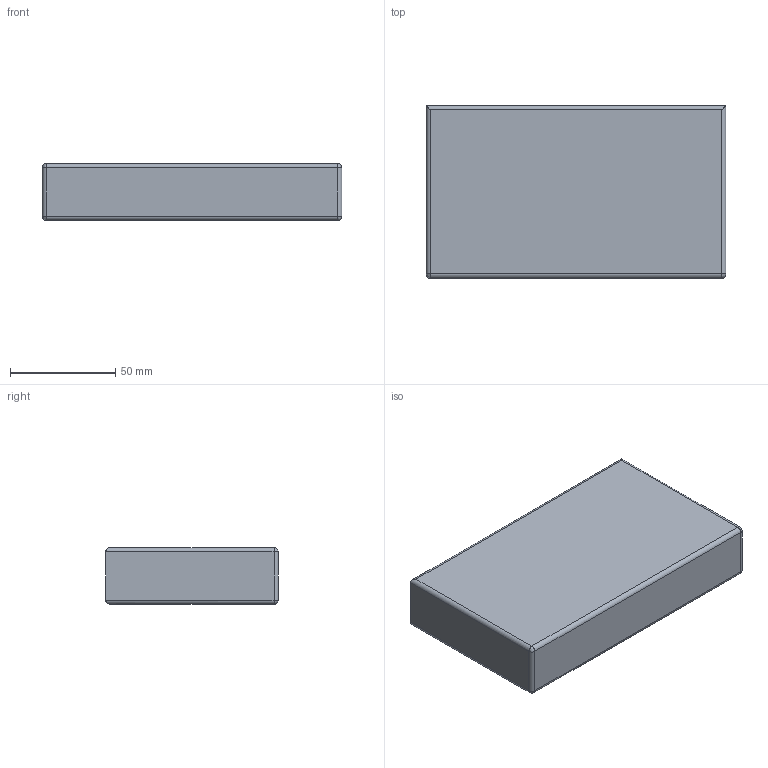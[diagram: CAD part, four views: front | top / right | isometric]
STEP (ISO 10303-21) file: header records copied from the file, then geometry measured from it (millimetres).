
FILE_DESCRIPTION(/* description */ (''),/* implementation_level */ '2;1');
FILE_NAME(/* name */ 'Power Bank',/* time_stamp */ '2024-03-10T18:47:07+08:00',/* author */ (''),/* organization */ (''),/* preprocessor_version */ 'ST-DEVELOPER v19.2',/* originating_system */ 'Rhino 8.2',/* authorisation */ '');
FILE_SCHEMA (('CONFIG_CONTROL_DESIGN'));
Length unit declared in the file: millimetre
Products named in the file (1): Document
Bounding box: 142.3 x 81.9 x 26.9 mm (x, y, z)
Volume: 312695 mm3; surface area: 34550.2 mm2
Topology: 1 solids, 1 shells, 20 faces, 38 edges, 20 vertices
Faces by surface type: cylinder 10, plane 6, bspline 4
Entity records: 668 total; most frequent: CARTESIAN_POINT 248, ORIENTED_EDGE 76, DIRECTION 44, EDGE_CURVE 38, AXIS2_PLACEMENT_3D 30, B_SPLINE_CURVE_WITH_KNOTS 26, ADVANCED_FACE 20, FACE_OUTER_BOUND 20
